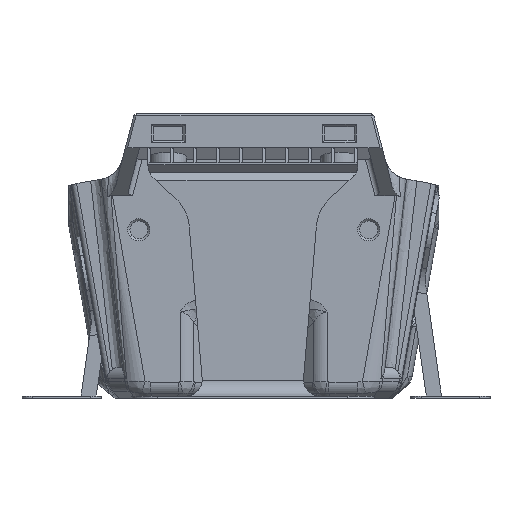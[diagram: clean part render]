
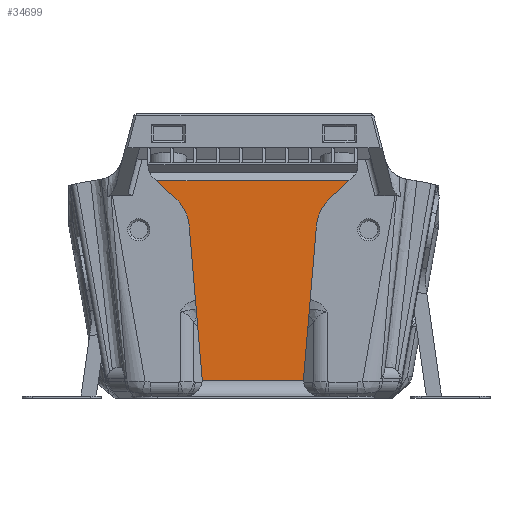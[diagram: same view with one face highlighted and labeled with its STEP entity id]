
A CAD part, front view. The second image highlights one B-rep face of the part: STEP entity #34699.
In plain terms, the highlighted planar face has unit normal (0, -1, 0).
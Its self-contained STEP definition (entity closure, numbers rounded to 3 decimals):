
#2806=CIRCLE('',#37660,3.);
#2807=CIRCLE('',#37661,3.);
#2808=CIRCLE('',#37662,8.);
#2809=CIRCLE('',#37663,8.);
#12113=ORIENTED_EDGE('',*,*,#17744,.T.);
#12114=ORIENTED_EDGE('',*,*,#17745,.T.);
#12115=ORIENTED_EDGE('',*,*,#17746,.T.);
#12116=ORIENTED_EDGE('',*,*,#17742,.F.);
#12117=ORIENTED_EDGE('',*,*,#17747,.T.);
#12118=ORIENTED_EDGE('',*,*,#17748,.T.);
#12119=ORIENTED_EDGE('',*,*,#17749,.F.);
#12120=ORIENTED_EDGE('',*,*,#17750,.F.);
#12121=ORIENTED_EDGE('',*,*,#17751,.T.);
#12122=ORIENTED_EDGE('',*,*,#17752,.T.);
#17742=EDGE_CURVE('',#21216,#21217,#24222,.T.);
#17744=EDGE_CURVE('',#21218,#21219,#2806,.T.);
#17745=EDGE_CURVE('',#21219,#21220,#24224,.F.);
#17746=EDGE_CURVE('',#21220,#21217,#2807,.T.);
#17747=EDGE_CURVE('',#21216,#21221,#2808,.T.);
#17748=EDGE_CURVE('',#21221,#21222,#24225,.T.);
#17749=EDGE_CURVE('',#21223,#21222,#24226,.T.);
#17750=EDGE_CURVE('',#21224,#21223,#24227,.T.);
#17751=EDGE_CURVE('',#21224,#21225,#2809,.T.);
#17752=EDGE_CURVE('',#21225,#21218,#24228,.T.);
#21216=VERTEX_POINT('',#65942);
#21217=VERTEX_POINT('',#65944);
#21218=VERTEX_POINT('',#65948);
#21219=VERTEX_POINT('',#65949);
#21220=VERTEX_POINT('',#65951);
#21221=VERTEX_POINT('',#65954);
#21222=VERTEX_POINT('',#65956);
#21223=VERTEX_POINT('',#65958);
#21224=VERTEX_POINT('',#65960);
#21225=VERTEX_POINT('',#65962);
#24222=LINE('',#65943,#27301);
#24224=LINE('',#65950,#27303);
#24225=LINE('',#65955,#27304);
#24226=LINE('',#65957,#27305);
#24227=LINE('',#65959,#27306);
#24228=LINE('',#65963,#27307);
#27301=VECTOR('',#45800,1000.);
#27303=VECTOR('',#45806,1000.);
#27304=VECTOR('',#45811,1000.);
#27305=VECTOR('',#45812,1000.);
#27306=VECTOR('',#45813,1000.);
#27307=VECTOR('',#45816,1000.);
#29581=EDGE_LOOP('',(#12113,#12114,#12115,#12116,#12117,#12118,#12119,#12120,
#12121,#12122));
#31648=FACE_BOUND('',#29581,.T.);
#32808=PLANE('',#37659);
#34699=ADVANCED_FACE('',(#31648),#32808,.F.);
#37659=AXIS2_PLACEMENT_3D('',#65946,#45802,#45803);
#37660=AXIS2_PLACEMENT_3D('',#65947,#45804,#45805);
#37661=AXIS2_PLACEMENT_3D('',#65952,#45807,#45808);
#37662=AXIS2_PLACEMENT_3D('',#65953,#45809,#45810);
#37663=AXIS2_PLACEMENT_3D('',#65961,#45814,#45815);
#45800=DIRECTION('',(-0.084,0.,-0.996));
#45802=DIRECTION('',(0.,1.,0.));
#45803=DIRECTION('',(0.,0.,1.));
#45804=DIRECTION('',(0.,1.,0.));
#45805=DIRECTION('',(0.,0.,1.));
#45806=DIRECTION('',(-1.,0.,0.));
#45807=DIRECTION('',(0.,1.,0.));
#45808=DIRECTION('',(0.,0.,1.));
#45809=DIRECTION('',(0.,1.,0.));
#45810=DIRECTION('',(0.,0.,1.));
#45811=DIRECTION('',(0.731,0.,0.682));
#45812=DIRECTION('',(1.,0.,0.));
#45813=DIRECTION('',(-0.731,0.,0.682));
#45814=DIRECTION('',(0.,1.,0.));
#45815=DIRECTION('',(0.,0.,1.));
#45816=DIRECTION('',(0.084,0.,-0.996));
#65942=CARTESIAN_POINT('',(11.856,-32.314,32.579));
#65943=CARTESIAN_POINT('',(36.482,-32.314,324.724));
#65944=CARTESIAN_POINT('',(9.418,-32.314,3.652));
#65946=CARTESIAN_POINT('',(0.,-32.314,327.8));
#65947=CARTESIAN_POINT('',(-12.767,-32.314,3.4));
#65948=CARTESIAN_POINT('',(-9.777,-32.314,3.652));
#65949=CARTESIAN_POINT('',(-9.767,-32.314,3.4));
#65950=CARTESIAN_POINT('',(9.143,-32.314,3.4));
#65951=CARTESIAN_POINT('',(9.407,-32.314,3.4));
#65952=CARTESIAN_POINT('',(12.407,-32.314,3.4));
#65953=CARTESIAN_POINT('',(19.828,-32.314,31.907));
#65954=CARTESIAN_POINT('',(14.372,-32.314,37.757));
#65955=CARTESIAN_POINT('',(16.736,-32.314,39.963));
#65956=CARTESIAN_POINT('',(17.982,-32.314,41.124));
#65957=CARTESIAN_POINT('',(-65.369,-32.314,41.124));
#65958=CARTESIAN_POINT('',(-18.341,-32.314,41.124));
#65959=CARTESIAN_POINT('',(-17.096,-32.314,39.963));
#65960=CARTESIAN_POINT('',(-14.731,-32.314,37.757));
#65961=CARTESIAN_POINT('',(-20.187,-32.314,31.907));
#65962=CARTESIAN_POINT('',(-12.216,-32.314,32.579));
#65963=CARTESIAN_POINT('',(-36.839,-32.314,324.694));
